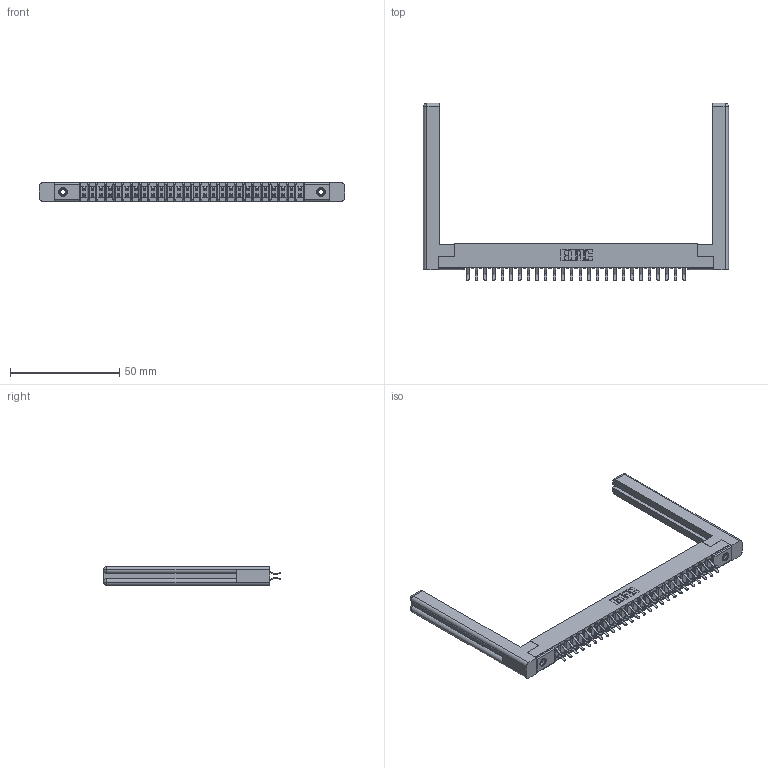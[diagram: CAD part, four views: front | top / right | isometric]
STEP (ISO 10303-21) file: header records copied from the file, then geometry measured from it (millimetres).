
FILE_DESCRIPTION (( 'STEP AP203' ), '1' );
FILE_NAME ('357-052-456-258.STEP', '2020-10-04T07:33:31', ( '' ), ( '' ), 'SwSTEP 2.0', 'SolidWorks 2020', '' );
FILE_SCHEMA (( 'CONFIG_CONTROL_DESIGN' ));
Length unit declared in the file: inch
Products named in the file (5): 307-290-001_556; 345-250-001_345-250-001-102; 357-052-456-258; 307-220-058; 307 Part_.156 Dia Mounting Holes
Assembly tree (57 placements, depth 2):
  357-052-456-258
    307 Part_.156 Dia Mounting Holes
    307-290-001_556  x52
    307-220-058  x2
    345-250-001_345-250-001-102  x2
Bounding box: 139.65 x 81.28 x 8.71 mm (x, y, z)
Volume: 16811.3 mm3; surface area: 21362.5 mm2
Topology: 57 solids, 57 shells, 2887 faces, 8061 edges, 5218 vertices
Faces by surface type: plane 1870, cylinder 939, sphere 54, torus 12, cone 12
Entity records: 27831 total; most frequent: CARTESIAN_POINT 4577, ORIENTED_EDGE 4476, DIRECTION 4448, EDGE_CURVE 2238, LINE 1706, VECTOR 1706, VERTEX_POINT 1446, AXIS2_PLACEMENT_3D 1371
